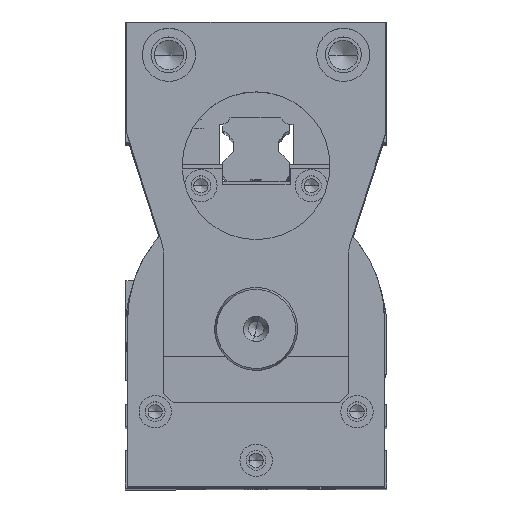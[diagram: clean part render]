
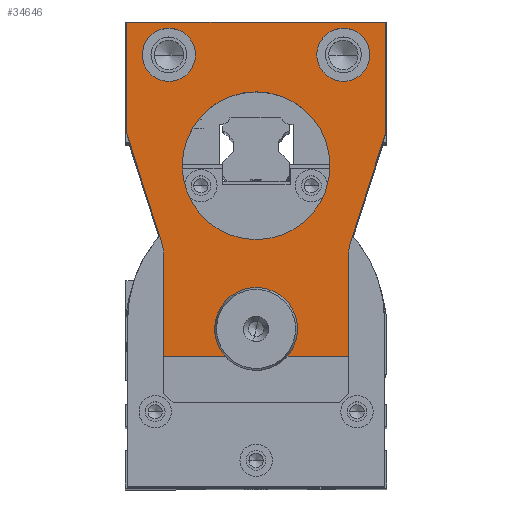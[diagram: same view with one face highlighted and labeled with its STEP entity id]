
A CAD part, top view. The second image highlights one B-rep face of the part: STEP entity #34646.
In plain terms, the highlighted planar face has unit normal (0, 0, 1).
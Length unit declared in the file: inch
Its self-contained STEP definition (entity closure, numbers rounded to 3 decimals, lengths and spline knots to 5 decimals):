
#31811=CARTESIAN_POINT('',(-1.,2.2095,13.27186));
#31812=VERTEX_POINT('',#31811);
#31828=CARTESIAN_POINT('',(1.,2.2095,13.27186));
#31829=VERTEX_POINT('',#31828);
#31836=CARTESIAN_POINT('',(0.,2.2095,13.27186));
#31837=DIRECTION('',(0.0,0.0,-1.0));
#31838=DIRECTION('',(-1.0,0.0,0.0));
#31839=AXIS2_PLACEMENT_3D('',#31836,#31837,#31838);
#31840=CIRCLE('',#31839,1.0);
#31841=EDGE_CURVE('',#31812,#31829,#31840,.T.);
#31937=CARTESIAN_POINT('',(-1.54038,3.7115,13.27186));
#31938=VERTEX_POINT('',#31937);
#31954=CARTESIAN_POINT('',(-0.82163,3.7115,13.27186));
#31955=VERTEX_POINT('',#31954);
#31962=CARTESIAN_POINT('',(-1.181,3.7115,13.27186));
#31963=DIRECTION('',(0.0,0.0,-1.0));
#31964=DIRECTION('',(-1.0,0.0,0.0));
#31965=AXIS2_PLACEMENT_3D('',#31962,#31963,#31964);
#31966=CIRCLE('',#31965,0.35938);
#31967=EDGE_CURVE('',#31938,#31955,#31966,.T.);
#32063=CARTESIAN_POINT('',(0.82163,3.7115,13.27186));
#32064=VERTEX_POINT('',#32063);
#32080=CARTESIAN_POINT('',(1.54038,3.7115,13.27186));
#32081=VERTEX_POINT('',#32080);
#32088=CARTESIAN_POINT('',(1.181,3.7115,13.27186));
#32089=DIRECTION('',(0.0,0.0,-1.0));
#32090=DIRECTION('',(-1.0,0.0,0.0));
#32091=AXIS2_PLACEMENT_3D('',#32088,#32089,#32090);
#32092=CIRCLE('',#32091,0.35938);
#32093=EDGE_CURVE('',#32064,#32081,#32092,.T.);
#33475=CARTESIAN_POINT('',(-0.3775,-0.3685,13.27186));
#33476=VERTEX_POINT('',#33475);
#33483=CARTESIAN_POINT('',(-1.25,-0.3685,13.27186));
#33484=VERTEX_POINT('',#33483);
#33485=CARTESIAN_POINT('',(-0.3775,-0.3685,13.27186));
#33486=DIRECTION('',(-1.0,0.0,0.0));
#33487=VECTOR('',#33486,0.8725);
#33488=LINE('',#33485,#33487);
#33489=EDGE_CURVE('',#33476,#33484,#33488,.T.);
#33530=CARTESIAN_POINT('',(1.25,-0.3685,13.27186));
#33531=VERTEX_POINT('',#33530);
#33538=CARTESIAN_POINT('',(0.3775,-0.3685,13.27186));
#33539=VERTEX_POINT('',#33538);
#33540=CARTESIAN_POINT('',(1.25,-0.3685,13.27186));
#33541=DIRECTION('',(-1.0,0.0,0.0));
#33542=VECTOR('',#33541,0.8725);
#33543=LINE('',#33540,#33542);
#33544=EDGE_CURVE('',#33531,#33539,#33543,.T.);
#33929=CARTESIAN_POINT('',(1.181,3.7115,13.27186));
#33930=DIRECTION('',(0.0,0.0,-1.0));
#33931=DIRECTION('',(-1.0,0.0,0.0));
#33932=AXIS2_PLACEMENT_3D('',#33929,#33930,#33931);
#33933=CIRCLE('',#33932,0.35938);
#33934=EDGE_CURVE('',#32081,#32064,#33933,.T.);
#34033=CARTESIAN_POINT('',(-1.181,3.7115,13.27186));
#34034=DIRECTION('',(0.0,0.0,-1.0));
#34035=DIRECTION('',(-1.0,0.0,0.0));
#34036=AXIS2_PLACEMENT_3D('',#34033,#34034,#34035);
#34037=CIRCLE('',#34036,0.35938);
#34038=EDGE_CURVE('',#31955,#31938,#34037,.T.);
#34111=CARTESIAN_POINT('',(0.,2.2095,13.27186));
#34112=DIRECTION('',(0.0,0.0,-1.0));
#34113=DIRECTION('',(-1.0,0.0,0.0));
#34114=AXIS2_PLACEMENT_3D('',#34111,#34112,#34113);
#34115=CIRCLE('',#34114,1.0);
#34116=EDGE_CURVE('',#31829,#31812,#34115,.T.);
#34244=CARTESIAN_POINT('',(0.3775,0.,13.27186));
#34245=VERTEX_POINT('',#34244);
#34246=CARTESIAN_POINT('',(0.3775,-0.3685,13.27186));
#34247=DIRECTION('',(0.0,1.0,0.0));
#34248=VECTOR('',#34247,0.3685);
#34249=LINE('',#34246,#34248);
#34250=EDGE_CURVE('',#33539,#34245,#34249,.T.);
#34277=CARTESIAN_POINT('',(-0.3775,0.,13.27186));
#34278=VERTEX_POINT('',#34277);
#34279=CARTESIAN_POINT('',(0.,0.,13.27186));
#34280=DIRECTION('',(0.0,0.0,1.0));
#34281=DIRECTION('',(-1.0,0.0,0.0));
#34282=AXIS2_PLACEMENT_3D('',#34279,#34280,#34281);
#34283=CIRCLE('',#34282,0.3775);
#34284=EDGE_CURVE('',#34245,#34278,#34283,.T.);
#34310=CARTESIAN_POINT('',(-0.3775,0.,13.27186));
#34311=DIRECTION('',(0.0,-1.0,0.0));
#34312=VECTOR('',#34311,0.3685);
#34313=LINE('',#34310,#34312);
#34314=EDGE_CURVE('',#34278,#33476,#34313,.T.);
#34348=CARTESIAN_POINT('',(-1.25,1.0065,13.27186));
#34349=VERTEX_POINT('',#34348);
#34350=CARTESIAN_POINT('',(-1.25,-0.3685,13.27186));
#34351=DIRECTION('',(0.0,1.0,0.0));
#34352=VECTOR('',#34351,1.375);
#34353=LINE('',#34350,#34352);
#34354=EDGE_CURVE('',#33484,#34349,#34353,.T.);
#34372=CARTESIAN_POINT('',(-1.27397,1.15946,13.27186));
#34373=VERTEX_POINT('',#34372);
#34374=CARTESIAN_POINT('',(-1.75,1.0065,13.27186));
#34375=DIRECTION('',(0.0,0.0,1.0));
#34376=DIRECTION('',(-1.0,0.0,0.0));
#34377=AXIS2_PLACEMENT_3D('',#34374,#34375,#34376);
#34378=CIRCLE('',#34377,0.5);
#34379=EDGE_CURVE('',#34349,#34373,#34378,.T.);
#34397=CARTESIAN_POINT('',(-1.75,2.64092,13.27186));
#34398=VERTEX_POINT('',#34397);
#34399=CARTESIAN_POINT('',(-1.27397,1.15946,13.27186));
#34400=DIRECTION('',(-0.306,0.952,0.0));
#34401=VECTOR('',#34400,1.55607);
#34402=LINE('',#34399,#34401);
#34403=EDGE_CURVE('',#34373,#34398,#34402,.T.);
#34429=CARTESIAN_POINT('',(-1.75,4.1555,13.27186));
#34430=VERTEX_POINT('',#34429);
#34431=CARTESIAN_POINT('',(-1.75,2.64092,13.27186));
#34432=DIRECTION('',(0.0,1.0,0.0));
#34433=VECTOR('',#34432,1.51458);
#34434=LINE('',#34431,#34433);
#34435=EDGE_CURVE('',#34398,#34430,#34434,.T.);
#34460=CARTESIAN_POINT('',(1.75,4.1555,13.27186));
#34461=VERTEX_POINT('',#34460);
#34462=CARTESIAN_POINT('',(-1.75,4.1555,13.27186));
#34463=DIRECTION('',(1.0,0.0,0.0));
#34464=VECTOR('',#34463,3.5);
#34465=LINE('',#34462,#34464);
#34466=EDGE_CURVE('',#34430,#34461,#34465,.T.);
#34491=CARTESIAN_POINT('',(1.75,2.64092,13.27186));
#34492=VERTEX_POINT('',#34491);
#34493=CARTESIAN_POINT('',(1.75,4.1555,13.27186));
#34494=DIRECTION('',(0.0,-1.0,0.0));
#34495=VECTOR('',#34494,1.51458);
#34496=LINE('',#34493,#34495);
#34497=EDGE_CURVE('',#34461,#34492,#34496,.T.);
#34522=CARTESIAN_POINT('',(1.27397,1.15946,13.27186));
#34523=VERTEX_POINT('',#34522);
#34524=CARTESIAN_POINT('',(1.75,2.64092,13.27186));
#34525=DIRECTION('',(-0.306,-0.952,0.0));
#34526=VECTOR('',#34525,1.55607);
#34527=LINE('',#34524,#34526);
#34528=EDGE_CURVE('',#34492,#34523,#34527,.T.);
#34552=CARTESIAN_POINT('',(1.25,1.0065,13.27186));
#34553=VERTEX_POINT('',#34552);
#34554=CARTESIAN_POINT('',(1.75,1.0065,13.27186));
#34555=DIRECTION('',(0.,0.,1.0));
#34556=DIRECTION('',(0.952,-0.306,0.));
#34557=AXIS2_PLACEMENT_3D('',#34554,#34555,#34556);
#34558=CIRCLE('',#34557,0.5);
#34559=EDGE_CURVE('',#34523,#34553,#34558,.T.);
#34577=CARTESIAN_POINT('',(1.25,1.0065,13.27186));
#34578=DIRECTION('',(0.0,-1.0,0.0));
#34579=VECTOR('',#34578,1.375);
#34580=LINE('',#34577,#34579);
#34581=EDGE_CURVE('',#34553,#33531,#34580,.T.);
#34613=CARTESIAN_POINT('',(0.,1.92081,13.27186));
#34614=DIRECTION('',(0.0,0.0,1.0));
#34615=DIRECTION('',(-1.0,0.0,0.0));
#34616=AXIS2_PLACEMENT_3D('',#34613,#34614,#34615);
#34617=PLANE('',#34616);
#34618=ORIENTED_EDGE('',*,*,#34250,.F.);
#34619=ORIENTED_EDGE('',*,*,#33544,.F.);
#34620=ORIENTED_EDGE('',*,*,#34581,.F.);
#34621=ORIENTED_EDGE('',*,*,#34559,.F.);
#34622=ORIENTED_EDGE('',*,*,#34528,.F.);
#34623=ORIENTED_EDGE('',*,*,#34497,.F.);
#34624=ORIENTED_EDGE('',*,*,#34466,.F.);
#34625=ORIENTED_EDGE('',*,*,#34435,.F.);
#34626=ORIENTED_EDGE('',*,*,#34403,.F.);
#34627=ORIENTED_EDGE('',*,*,#34379,.F.);
#34628=ORIENTED_EDGE('',*,*,#34354,.F.);
#34629=ORIENTED_EDGE('',*,*,#33489,.F.);
#34630=ORIENTED_EDGE('',*,*,#34314,.F.);
#34631=ORIENTED_EDGE('',*,*,#34284,.F.);
#34632=EDGE_LOOP('',(#34618,#34619,#34620,#34621,#34622,#34623,#34624,#34625,#34626,#34627,#34628,#34629,#34630,#34631));
#34633=FACE_OUTER_BOUND('',#34632,.T.);
#34634=ORIENTED_EDGE('',*,*,#32093,.T.);
#34635=ORIENTED_EDGE('',*,*,#33934,.T.);
#34636=EDGE_LOOP('',(#34634,#34635));
#34637=FACE_BOUND('',#34636,.T.);
#34638=ORIENTED_EDGE('',*,*,#31967,.T.);
#34639=ORIENTED_EDGE('',*,*,#34038,.T.);
#34640=EDGE_LOOP('',(#34638,#34639));
#34641=FACE_BOUND('',#34640,.T.);
#34642=ORIENTED_EDGE('',*,*,#31841,.T.);
#34643=ORIENTED_EDGE('',*,*,#34116,.T.);
#34644=EDGE_LOOP('',(#34642,#34643));
#34645=FACE_BOUND('',#34644,.T.);
#34646=ADVANCED_FACE('',(#34633,#34637,#34641,#34645),#34617,.T.);
